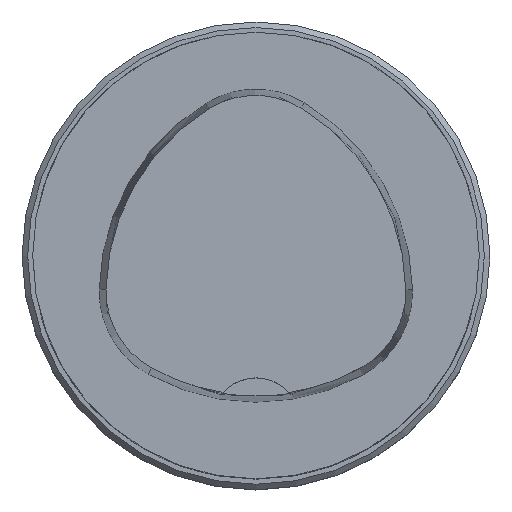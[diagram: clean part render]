
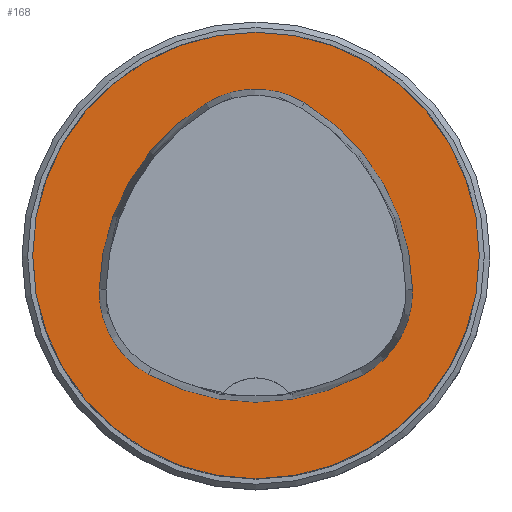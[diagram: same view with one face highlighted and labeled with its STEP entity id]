
A CAD part, top view. The second image highlights one B-rep face of the part: STEP entity #168.
In plain terms, the highlighted planar face has unit normal (0, 0, 1).
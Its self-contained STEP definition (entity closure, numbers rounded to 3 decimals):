
#119=FACE_BOUND('',#229,.T.);
#120=FACE_BOUND('',#230,.T.);
#142=PLANE('',#571);
#168=ADVANCED_FACE('',(#119,#120),#142,.T.);
#229=EDGE_LOOP('',(#346,#347,#348,#349,#350,#351));
#230=EDGE_LOOP('',(#352));
#346=ORIENTED_EDGE('',*,*,#485,.T.);
#347=ORIENTED_EDGE('',*,*,#465,.T.);
#348=ORIENTED_EDGE('',*,*,#469,.T.);
#349=ORIENTED_EDGE('',*,*,#472,.T.);
#350=ORIENTED_EDGE('',*,*,#475,.T.);
#351=ORIENTED_EDGE('',*,*,#483,.T.);
#352=ORIENTED_EDGE('',*,*,#488,.F.);
#424=VERTEX_POINT('',#766);
#425=VERTEX_POINT('',#767);
#428=VERTEX_POINT('',#775);
#430=VERTEX_POINT('',#781);
#432=VERTEX_POINT('',#787);
#439=VERTEX_POINT('',#808);
#440=VERTEX_POINT('',#818);
#465=EDGE_CURVE('',#424,#425,#522,.T.);
#469=EDGE_CURVE('',#425,#428,#524,.T.);
#472=EDGE_CURVE('',#428,#430,#526,.T.);
#475=EDGE_CURVE('',#430,#432,#528,.T.);
#483=EDGE_CURVE('',#432,#439,#532,.T.);
#485=EDGE_CURVE('',#439,#424,#534,.T.);
#488=EDGE_CURVE('',#440,#440,#537,.T.);
#522=CIRCLE('',#548,20.0);
#524=CIRCLE('',#551,8.5);
#526=CIRCLE('',#554,20.0);
#528=CIRCLE('',#557,8.5);
#532=CIRCLE('',#562,20.0);
#534=CIRCLE('',#565,8.5);
#537=CIRCLE('',#570,20.0);
#548=AXIS2_PLACEMENT_3D('',#765,#614,#615);
#551=AXIS2_PLACEMENT_3D('',#774,#622,#623);
#554=AXIS2_PLACEMENT_3D('',#780,#629,#630);
#557=AXIS2_PLACEMENT_3D('',#786,#636,#637);
#562=AXIS2_PLACEMENT_3D('',#809,#648,#649);
#565=AXIS2_PLACEMENT_3D('',#812,#654,#655);
#570=AXIS2_PLACEMENT_3D('',#817,#664,#665);
#571=AXIS2_PLACEMENT_3D('',#819,#666,#667);
#614=DIRECTION('',(0.0,0.0,-1.0));
#615=DIRECTION('',(-1.0,0.0,0.0));
#622=DIRECTION('',(0.0,0.0,-1.0));
#623=DIRECTION('',(-1.0,0.0,0.0));
#629=DIRECTION('',(0.0,0.0,-1.0));
#630=DIRECTION('',(-1.0,0.0,0.0));
#636=DIRECTION('',(0.0,0.0,-1.0));
#637=DIRECTION('',(-1.0,0.0,0.0));
#648=DIRECTION('',(0.0,0.0,-1.0));
#649=DIRECTION('',(-1.0,0.0,0.0));
#654=DIRECTION('',(0.0,0.0,-1.0));
#655=DIRECTION('',(-1.0,0.0,0.0));
#664=DIRECTION('',(0.0,0.0,-1.0));
#665=DIRECTION('',(-1.0,0.0,0.0));
#666=DIRECTION('',(0.0,0.0,1.0));
#667=DIRECTION('',(-1.0,0.0,0.0));
#765=CARTESIAN_POINT('',(5.955,-3.414,0.0));
#766=CARTESIAN_POINT('',(-14.041,-3.042,0.0));
#767=CARTESIAN_POINT('',(-4.472,13.653,0.0));
#774=CARTESIAN_POINT('',(-0.04,6.4,0.0));
#775=CARTESIAN_POINT('',(4.347,13.68,0.0));
#780=CARTESIAN_POINT('',(-5.976,-3.45,0.0));
#781=CARTESIAN_POINT('',(14.021,-3.075,0.0));
#786=CARTESIAN_POINT('',(5.522,-3.235,0.0));
#787=CARTESIAN_POINT('',(9.588,-10.699,0.0));
#808=CARTESIAN_POINT('',(-9.655,-10.639,0.0));
#809=CARTESIAN_POINT('',(0.022,6.864,0.0));
#812=CARTESIAN_POINT('',(-5.543,-3.2,0.0));
#817=CARTESIAN_POINT('',(0.0,0.0,0.0));
#818=CARTESIAN_POINT('',(-20.0,0.0,0.0));
#819=CARTESIAN_POINT('',(0.0,0.0,0.0));
